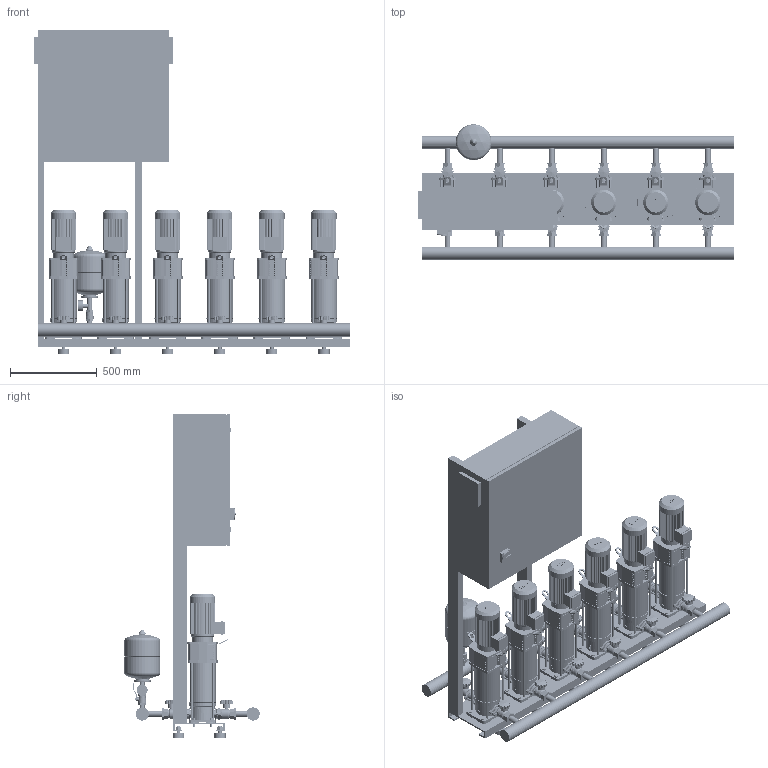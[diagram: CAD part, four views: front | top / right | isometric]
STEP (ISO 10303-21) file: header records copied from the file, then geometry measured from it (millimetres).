
FILE_DESCRIPTION((''),'2;1');
FILE_NAME('3d_COR-6HELIXV407_K_CC-01-2536498.stp','2016-01-22T12:14:32',(''),(''),'Mechanical Desktop 2009','Mechanical Desktop 2009',', , ');
FILE_SCHEMA(('CONFIG_CONTROL_DESIGN'));
Length unit declared in the file: millimetre
Products named in the file (1): Product
Bounding box: 1820 x 780.05 x 1870 mm (x, y, z)
Volume: 271038339.9 mm3; surface area: 12844710.8 mm2
Topology: 236 solids, 236 shells, 7257 faces, 18633 edges, 12248 vertices
Faces by surface type: plane 3297, cylinder 1998, bspline 1632, cone 300, torus 28, sphere 2
Entity records: 232247 total; most frequent: CARTESIAN_POINT 56361, ORIENTED_EDGE 37218, DIRECTION 34413, EDGE_CURVE 18609, VERTEX_POINT 12242, VECTOR 12241, LINE 12241, AXIS2_PLACEMENT_3D 11086
